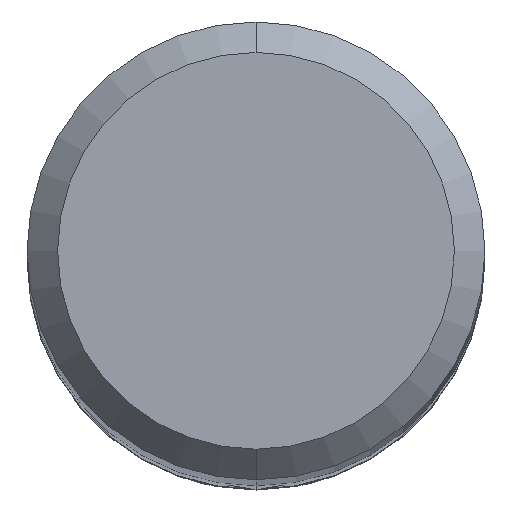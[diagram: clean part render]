
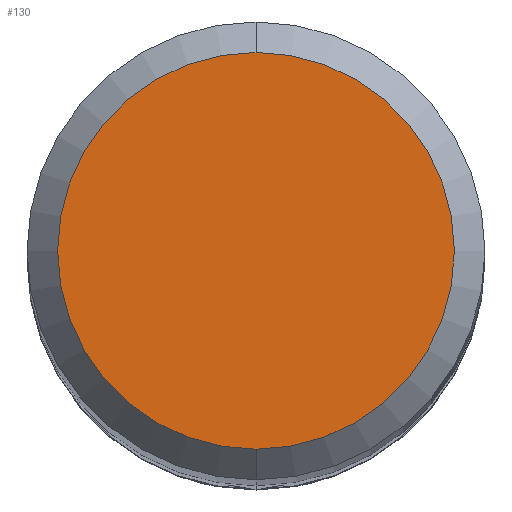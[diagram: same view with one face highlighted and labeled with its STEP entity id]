
A CAD part, top view. The second image highlights one B-rep face of the part: STEP entity #130.
In plain terms, the highlighted planar face has unit normal (0, 0, 1).
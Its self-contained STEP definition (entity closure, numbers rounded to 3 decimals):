
#130=ADVANCED_FACE('',(#295),#296,.T.);
#134=VERTEX_POINT('',#301);
#194=VERTEX_POINT('',#369);
#222=EDGE_CURVE('',#134,#194,#401,.T.);
#230=EDGE_CURVE('',#194,#134,#412,.T.);
#295=FACE_OUTER_BOUND('',#470,.T.);
#296=PLANE('',#471);
#301=CARTESIAN_POINT('',(0.,-2.6,0.0));
#369=CARTESIAN_POINT('',(0.0,2.6,0.0));
#401=CIRCLE('',#608,2.6);
#412=CIRCLE('',#622,2.6);
#470=EDGE_LOOP('',(#681,#682));
#471=AXIS2_PLACEMENT_3D('',#683,#684,#685);
#608=AXIS2_PLACEMENT_3D('',#817,#818,#819);
#622=AXIS2_PLACEMENT_3D('',#835,#836,#837);
#681=ORIENTED_EDGE('',*,*,#230,.F.);
#682=ORIENTED_EDGE('',*,*,#222,.F.);
#683=CARTESIAN_POINT('',(0.0,1.3,0.0));
#684=DIRECTION('',(-0.0,0.0,1.0));
#685=DIRECTION('',(0.0,-1.0,0.0));
#817=CARTESIAN_POINT('',(0.0,0.0,0.0));
#818=DIRECTION('',(0.0,0.0,-1.0));
#819=DIRECTION('',(0.0,1.0,0.0));
#835=CARTESIAN_POINT('',(0.0,0.0,0.0));
#836=DIRECTION('',(0.0,0.0,-1.0));
#837=DIRECTION('',(0.0,1.0,0.0));
